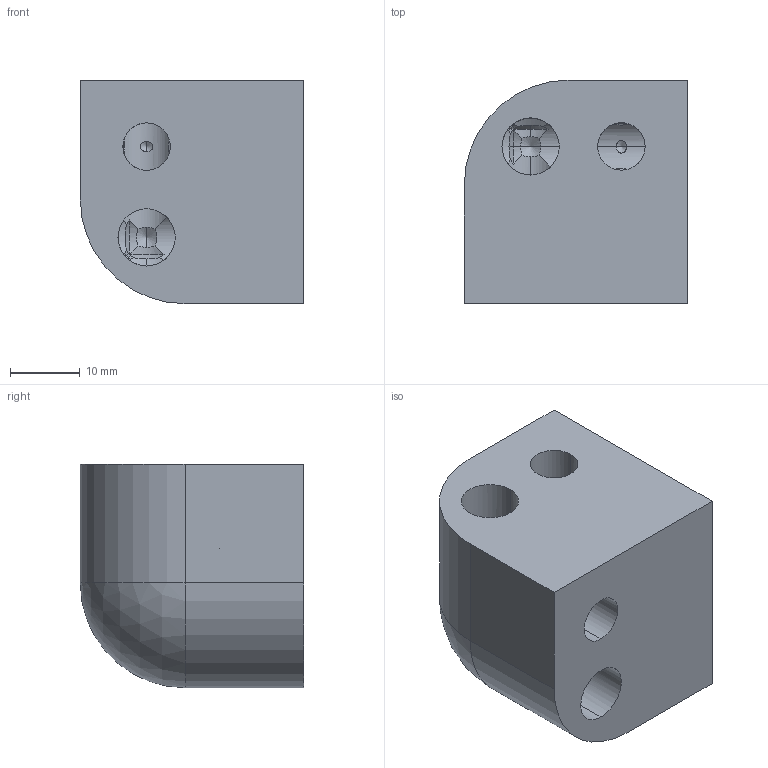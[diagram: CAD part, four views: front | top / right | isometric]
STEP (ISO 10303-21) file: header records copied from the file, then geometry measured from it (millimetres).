
FILE_DESCRIPTION (( 'STEP AP203' ), '1' );
FILE_NAME ('084.310.001.STEP', '2013-01-25T13:28:55', ( 'Alusic' ), ( 'Alusic' ), 'SwSTEP 2.0', 'SolidWorks 2011', '' );
FILE_SCHEMA (( 'CONFIG_CONTROL_DESIGN' ));
Length unit declared in the file: millimetre
Products named in the file (1): 084.310.001
Bounding box: 32 x 32 x 32 mm (x, y, z)
Volume: 23257.3 mm3; surface area: 7804.5 mm2
Topology: 1 solids, 1 shells, 70 faces, 176 edges, 101 vertices
Faces by surface type: cylinder 33, cone 30, plane 6, sphere 1
Entity records: 2514 total; most frequent: CARTESIAN_POINT 967, ORIENTED_EDGE 326, DIRECTION 261, EDGE_CURVE 163, AXIS2_PLACEMENT_3D 107, VERTEX_POINT 101, EDGE_LOOP 86, ADVANCED_FACE 70
